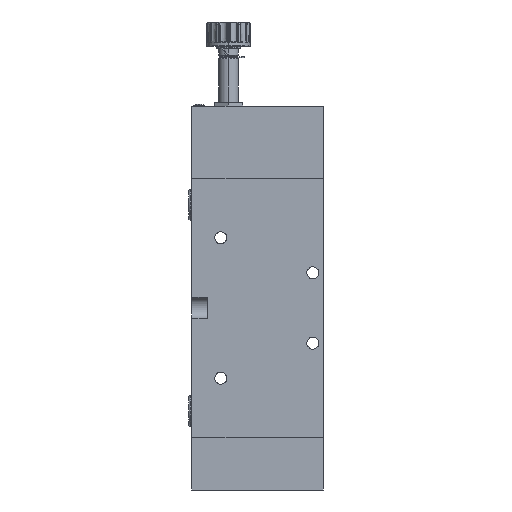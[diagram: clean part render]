
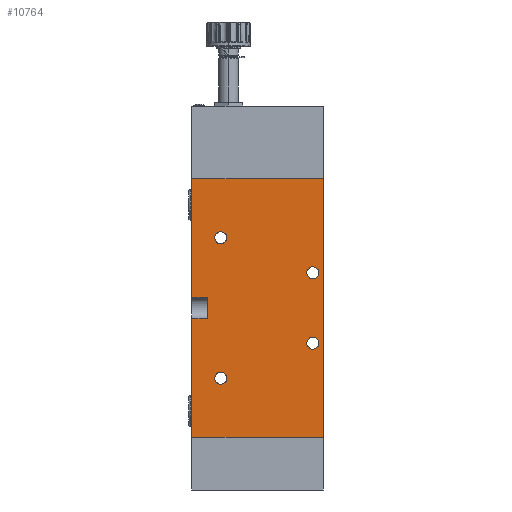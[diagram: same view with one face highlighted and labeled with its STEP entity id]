
A CAD part, left-side view. The second image highlights one B-rep face of the part: STEP entity #10764.
In plain terms, the highlighted planar face has unit normal (-1, 0, 0).
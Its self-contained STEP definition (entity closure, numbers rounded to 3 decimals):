
#814 = CARTESIAN_POINT ( 'NONE',  ( -20., -30., 0. ) ) ;
#1316 = DIRECTION ( 'NONE',  ( 0., 0., -1. ) ) ;
#1822 = AXIS2_PLACEMENT_3D ( 'NONE', #41837, #12457, #37775 ) ;
#2097 = VERTEX_POINT ( 'NONE', #6999 ) ;
#2608 = CARTESIAN_POINT ( 'NONE',  ( -20., 30., 54. ) ) ;
#2815 = DIRECTION ( 'NONE',  ( 1., 0., 0. ) ) ;
#3666 = AXIS2_PLACEMENT_3D ( 'NONE', #20915, #2815, #46087 ) ;
#5379 = EDGE_CURVE ( 'NONE', #20230, #2097, #28878, .T. ) ;
#5471 = VERTEX_POINT ( 'NONE', #45591 ) ;
#5959 = LINE ( 'NONE', #34125, #45970 ) ;
#6001 = CARTESIAN_POINT ( 'NONE',  ( -20., -30., 118. ) ) ;
#6380 = CARTESIAN_POINT ( 'NONE',  ( -20., -25.2, 75. ) ) ;
#6403 = EDGE_CURVE ( 'NONE', #39074, #34502, #15246, .T. ) ;
#6417 = DIRECTION ( 'NONE',  ( 0., 0., -1. ) ) ;
#6749 = ORIENTED_EDGE ( 'NONE', *, *, #39257, .T. ) ;
#6838 = EDGE_CURVE ( 'NONE', #22992, #37758, #12423, .T. ) ;
#6999 = CARTESIAN_POINT ( 'NONE',  ( -20., -25.2, 77.75 ) ) ;
#7678 = DIRECTION ( 'NONE',  ( 0., 0., -1. ) ) ;
#8121 = FACE_BOUND ( 'NONE', #46607, .T. ) ;
#8166 = EDGE_LOOP ( 'NONE', ( #10786, #17504, #19389, #13135, #37948, #22923, #13215, #36538 ) ) ;
#8463 = ORIENTED_EDGE ( 'NONE', *, *, #5379, .T. ) ;
#8495 = DIRECTION ( 'NONE',  ( 0., 0., -1. ) ) ;
#9280 = CARTESIAN_POINT ( 'NONE',  ( -20., -25.2, 40.25 ) ) ;
#9297 = CARTESIAN_POINT ( 'NONE',  ( -20., 23., 64. ) ) ;
#9525 = CARTESIAN_POINT ( 'NONE',  ( -20., -30., 54. ) ) ;
#9614 = DIRECTION ( 'NONE',  ( 0., 0., -1. ) ) ;
#10360 = PLANE ( 'NONE',  #30428 ) ;
#10584 = EDGE_CURVE ( 'NONE', #5471, #29472, #18850, .T. ) ;
#10764 = ADVANCED_FACE ( 'NONE', ( #8121, #34563, #10914, #41869, #14324 ), #10360, .F. ) ;
#10786 = ORIENTED_EDGE ( 'NONE', *, *, #6838, .T. ) ;
#10793 = CARTESIAN_POINT ( 'NONE',  ( -20., 16.8, 91. ) ) ;
#10914 = FACE_OUTER_BOUND ( 'NONE', #8166, .T. ) ;
#10954 = CARTESIAN_POINT ( 'NONE',  ( -20., 30., 64. ) ) ;
#11133 = AXIS2_PLACEMENT_3D ( 'NONE', #26775, #15507, #1316 ) ;
#11414 = DIRECTION ( 'NONE',  ( 0., -1., 0. ) ) ;
#11522 = DIRECTION ( 'NONE',  ( 0., 0., -1. ) ) ;
#11848 = VECTOR ( 'NONE', #11414, 1000. ) ;
#12152 = VERTEX_POINT ( 'NONE', #2608 ) ;
#12423 = LINE ( 'NONE', #39665, #31496 ) ;
#12430 = AXIS2_PLACEMENT_3D ( 'NONE', #23908, #27845, #9614 ) ;
#12457 = DIRECTION ( 'NONE',  ( 1., 0., 0. ) ) ;
#12873 = ORIENTED_EDGE ( 'NONE', *, *, #38766, .T. ) ;
#13077 = AXIS2_PLACEMENT_3D ( 'NONE', #6380, #13181, #38843 ) ;
#13135 = ORIENTED_EDGE ( 'NONE', *, *, #44401, .T. ) ;
#13181 = DIRECTION ( 'NONE',  ( 1., 0., 0. ) ) ;
#13215 = ORIENTED_EDGE ( 'NONE', *, *, #20246, .F. ) ;
#13386 = LINE ( 'NONE', #9525, #37554 ) ;
#13732 = CIRCLE ( 'NONE', #1822, 2.75 ) ;
#14220 = DIRECTION ( 'NONE',  ( 1., 0., 0. ) ) ;
#14324 = FACE_BOUND ( 'NONE', #32298, .T. ) ;
#14795 = CIRCLE ( 'NONE', #12430, 2.75 ) ;
#15005 = EDGE_CURVE ( 'NONE', #15656, #44790, #29040, .T. ) ;
#15246 = LINE ( 'NONE', #40337, #11848 ) ;
#15507 = DIRECTION ( 'NONE',  ( 1., 0., 0. ) ) ;
#15656 = VERTEX_POINT ( 'NONE', #46415 ) ;
#15923 = VERTEX_POINT ( 'NONE', #33172 ) ;
#17215 = VECTOR ( 'NONE', #34486, 1000. ) ;
#17444 = CIRCLE ( 'NONE', #11133, 2.75 ) ;
#17504 = ORIENTED_EDGE ( 'NONE', *, *, #38260, .T. ) ;
#18051 = DIRECTION ( 'NONE',  ( 1., 0., 0. ) ) ;
#18069 = VECTOR ( 'NONE', #46630, 1000. ) ;
#18130 = CARTESIAN_POINT ( 'NONE',  ( -20., 16.8, 24.25 ) ) ;
#18850 = CIRCLE ( 'NONE', #3666, 2.75 ) ;
#18935 = ORIENTED_EDGE ( 'NONE', *, *, #26316, .T. ) ;
#19389 = ORIENTED_EDGE ( 'NONE', *, *, #34527, .F. ) ;
#19833 = CARTESIAN_POINT ( 'NONE',  ( -20., -25.2, 45.75 ) ) ;
#19837 = CARTESIAN_POINT ( 'NONE',  ( -20., 23., 118. ) ) ;
#20063 = CARTESIAN_POINT ( 'NONE',  ( -20., 23., 54. ) ) ;
#20230 = VERTEX_POINT ( 'NONE', #30309 ) ;
#20246 = EDGE_CURVE ( 'NONE', #15923, #34502, #5959, .T. ) ;
#20634 = AXIS2_PLACEMENT_3D ( 'NONE', #10793, #18051, #42738 ) ;
#20915 = CARTESIAN_POINT ( 'NONE',  ( -20., 16.8, 27. ) ) ;
#21675 = VECTOR ( 'NONE', #30484, 1000. ) ;
#22298 = CARTESIAN_POINT ( 'NONE',  ( -20., 30., 118. ) ) ;
#22923 = ORIENTED_EDGE ( 'NONE', *, *, #6403, .T. ) ;
#22992 = VERTEX_POINT ( 'NONE', #22298 ) ;
#23908 = CARTESIAN_POINT ( 'NONE',  ( -20., 16.8, 91. ) ) ;
#24337 = DIRECTION ( 'NONE',  ( 1., 0., 0. ) ) ;
#24780 = LINE ( 'NONE', #35633, #18069 ) ;
#24882 = CARTESIAN_POINT ( 'NONE',  ( -20., 16.8, 27. ) ) ;
#24976 = EDGE_LOOP ( 'NONE', ( #12873, #36488 ) ) ;
#25499 = EDGE_LOOP ( 'NONE', ( #46570, #18935 ) ) ;
#26289 = CARTESIAN_POINT ( 'NONE',  ( -20., 16.8, 93.75 ) ) ;
#26316 = EDGE_CURVE ( 'NONE', #44790, #15656, #14795, .T. ) ;
#26775 = CARTESIAN_POINT ( 'NONE',  ( -20., -25.2, 75. ) ) ;
#27482 = ORIENTED_EDGE ( 'NONE', *, *, #10584, .T. ) ;
#27845 = DIRECTION ( 'NONE',  ( 1., 0., 0. ) ) ;
#27863 = LINE ( 'NONE', #19837, #21675 ) ;
#28173 = AXIS2_PLACEMENT_3D ( 'NONE', #34933, #24337, #6417 ) ;
#28440 = AXIS2_PLACEMENT_3D ( 'NONE', #24882, #14220, #32429 ) ;
#28878 = CIRCLE ( 'NONE', #13077, 2.75 ) ;
#29040 = CIRCLE ( 'NONE', #20634, 2.75 ) ;
#29472 = VERTEX_POINT ( 'NONE', #18130 ) ;
#30309 = CARTESIAN_POINT ( 'NONE',  ( -20., -25.2, 72.25 ) ) ;
#30428 = AXIS2_PLACEMENT_3D ( 'NONE', #46375, #32085, #35708 ) ;
#30484 = DIRECTION ( 'NONE',  ( 0., 0., 1. ) ) ;
#30636 = LINE ( 'NONE', #6001, #17215 ) ;
#31213 = EDGE_CURVE ( 'NONE', #2097, #20230, #17444, .T. ) ;
#31496 = VECTOR ( 'NONE', #11522, 1000. ) ;
#32085 = DIRECTION ( 'NONE',  ( 1., 0., 0. ) ) ;
#32298 = EDGE_LOOP ( 'NONE', ( #6749, #27482 ) ) ;
#32429 = DIRECTION ( 'NONE',  ( 0., 0., -1. ) ) ;
#32646 = ORIENTED_EDGE ( 'NONE', *, *, #31213, .T. ) ;
#32707 = VERTEX_POINT ( 'NONE', #19833 ) ;
#33045 = VECTOR ( 'NONE', #7678, 1000. ) ;
#33172 = CARTESIAN_POINT ( 'NONE',  ( -20., -30., 118. ) ) ;
#34125 = CARTESIAN_POINT ( 'NONE',  ( -20., -30., 118. ) ) ;
#34486 = DIRECTION ( 'NONE',  ( 0., -1., 0. ) ) ;
#34502 = VERTEX_POINT ( 'NONE', #814 ) ;
#34527 = EDGE_CURVE ( 'NONE', #38003, #46726, #27863, .T. ) ;
#34563 = FACE_BOUND ( 'NONE', #24976, .T. ) ;
#34704 = DIRECTION ( 'NONE',  ( 0., 1., 0. ) ) ;
#34933 = CARTESIAN_POINT ( 'NONE',  ( -20., -25.2, 43. ) ) ;
#35633 = CARTESIAN_POINT ( 'NONE',  ( -20., -30., 64. ) ) ;
#35708 = DIRECTION ( 'NONE',  ( 0., 0., -1. ) ) ;
#36488 = ORIENTED_EDGE ( 'NONE', *, *, #36978, .T. ) ;
#36538 = ORIENTED_EDGE ( 'NONE', *, *, #45020, .F. ) ;
#36971 = VERTEX_POINT ( 'NONE', #9280 ) ;
#36978 = EDGE_CURVE ( 'NONE', #32707, #36971, #13732, .T. ) ;
#37554 = VECTOR ( 'NONE', #34704, 1000. ) ;
#37758 = VERTEX_POINT ( 'NONE', #10954 ) ;
#37775 = DIRECTION ( 'NONE',  ( 0., 0., -1. ) ) ;
#37948 = ORIENTED_EDGE ( 'NONE', *, *, #45640, .T. ) ;
#38003 = VERTEX_POINT ( 'NONE', #20063 ) ;
#38260 = EDGE_CURVE ( 'NONE', #37758, #46726, #24780, .T. ) ;
#38766 = EDGE_CURVE ( 'NONE', #36971, #32707, #40494, .T. ) ;
#38843 = DIRECTION ( 'NONE',  ( 0., 0., -1. ) ) ;
#39074 = VERTEX_POINT ( 'NONE', #42354 ) ;
#39257 = EDGE_CURVE ( 'NONE', #29472, #5471, #40408, .T. ) ;
#39665 = CARTESIAN_POINT ( 'NONE',  ( -20., 30., 118. ) ) ;
#40337 = CARTESIAN_POINT ( 'NONE',  ( -20., -30., 0. ) ) ;
#40408 = CIRCLE ( 'NONE', #28440, 2.75 ) ;
#40494 = CIRCLE ( 'NONE', #28173, 2.75 ) ;
#41837 = CARTESIAN_POINT ( 'NONE',  ( -20., -25.2, 43. ) ) ;
#41869 = FACE_BOUND ( 'NONE', #25499, .T. ) ;
#42354 = CARTESIAN_POINT ( 'NONE',  ( -20., 30., 0. ) ) ;
#42616 = LINE ( 'NONE', #43220, #33045 ) ;
#42738 = DIRECTION ( 'NONE',  ( 0., 0., -1. ) ) ;
#43220 = CARTESIAN_POINT ( 'NONE',  ( -20., 30., 118. ) ) ;
#44401 = EDGE_CURVE ( 'NONE', #38003, #12152, #13386, .T. ) ;
#44790 = VERTEX_POINT ( 'NONE', #26289 ) ;
#45020 = EDGE_CURVE ( 'NONE', #22992, #15923, #30636, .T. ) ;
#45591 = CARTESIAN_POINT ( 'NONE',  ( -20., 16.8, 29.75 ) ) ;
#45640 = EDGE_CURVE ( 'NONE', #12152, #39074, #42616, .T. ) ;
#45970 = VECTOR ( 'NONE', #8495, 1000. ) ;
#46087 = DIRECTION ( 'NONE',  ( 0., 0., -1. ) ) ;
#46375 = CARTESIAN_POINT ( 'NONE',  ( -20., -30., 118. ) ) ;
#46415 = CARTESIAN_POINT ( 'NONE',  ( -20., 16.8, 88.25 ) ) ;
#46570 = ORIENTED_EDGE ( 'NONE', *, *, #15005, .T. ) ;
#46607 = EDGE_LOOP ( 'NONE', ( #8463, #32646 ) ) ;
#46630 = DIRECTION ( 'NONE',  ( 0., -1., 0. ) ) ;
#46726 = VERTEX_POINT ( 'NONE', #9297 ) ;
